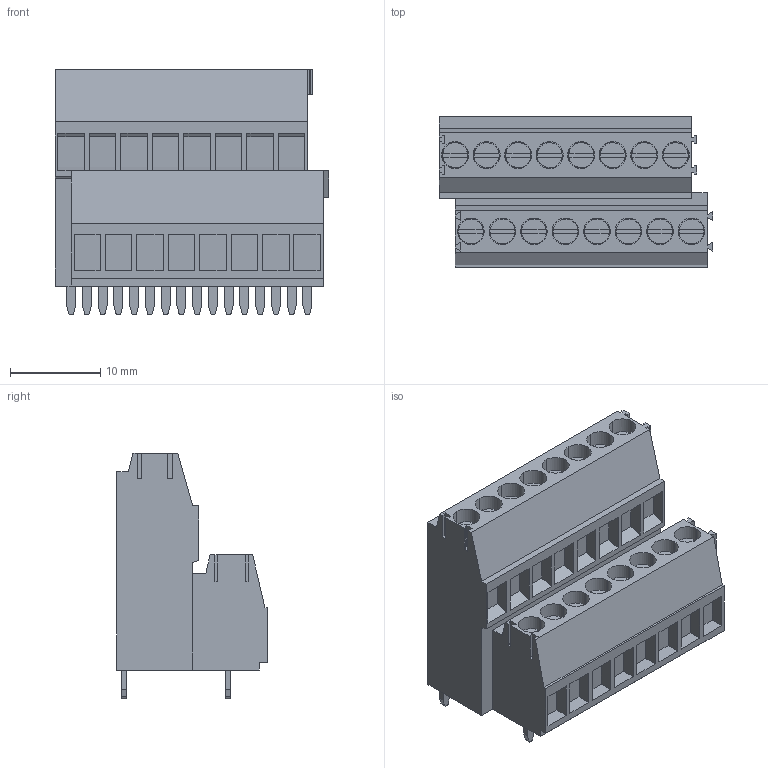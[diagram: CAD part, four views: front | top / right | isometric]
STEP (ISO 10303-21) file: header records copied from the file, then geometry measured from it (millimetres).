
FILE_DESCRIPTION(('CATIA V5 STEP Exchange','CAx-IF Rec.Pracs.--- Model Styling and Organization---1.4--- 2014-01-23'),'2;1');
FILE_NAME ('D1454723_1_1703760000_1703760000.stp','2023-03-16T07:42:54+00:00',('none'),('Weidmueller'),'CATIA Version 5-6 Release 2016 SP3 HF44','CATIA V5 STEP AP214','none');
FILE_SCHEMA(('AUTOMOTIVE_DESIGN { 1 0 10303 214 1 1 1 1 }'));
Length unit declared in the file: millimetre
Products named in the file (1): 1703760000
Bounding box: 30.35 x 16.75 x 27.3 mm (x, y, z)
Volume: 7682.5 mm3; surface area: 4610.4 mm2
Topology: 33 solids, 33 shells, 495 faces, 1170 edges, 781 vertices
Faces by surface type: plane 399, cylinder 96
Entity records: 12966 total; most frequent: ORIENTED_EDGE 2340, CARTESIAN_POINT 2314, DIRECTION 1747, EDGE_CURVE 1170, VECTOR 910, LINE 910, VERTEX_POINT 781, AXIS2_PLACEMENT_3D 545
